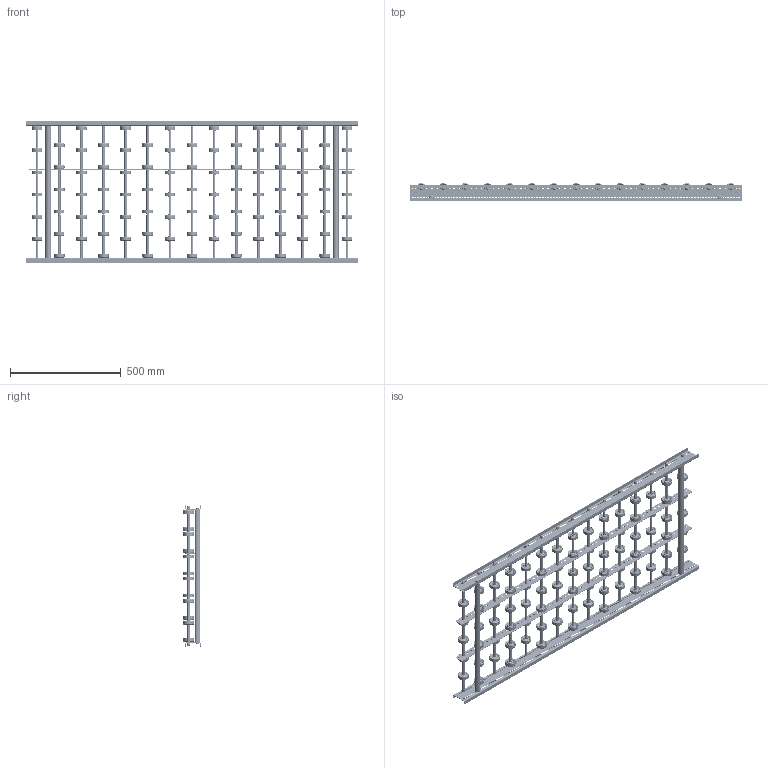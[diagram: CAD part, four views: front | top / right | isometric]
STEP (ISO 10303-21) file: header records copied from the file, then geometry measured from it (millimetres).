
FILE_DESCRIPTION (( 'STEP AP214' ), '1' );
FILE_NAME ('0052525.step', '2021-10-26T13:23:23', ( '' ), ( '' ), 'SwSTEP 2.0', 'SolidWorks 2020', '' );
FILE_SCHEMA (( 'AUTOMOTIVE_DESIGN' ));
Length unit declared in the file: millimetre
Products named in the file (10): Traversen_KFG_L600; S100994_Sperrzahnschraube_M08x16-8.8-A2K; Hutmutter_DIN_1587_M8; K0011528_2200-48-8; Profil_LRB-20x70x20x2_KFG_S100201_U-PROFIL-20-70-20-2-LRB-L=1500; S106837_Gewindestange-M8-KFG_L620; Röllchenachse-für-Konfiguration_EL600 Stahl; 0046278_KB-ROHR-12X1,75mm_KFG_L75; 0052525; S100100_Längstraverse-42x2,5_S100102_L„ngstraverse-RB-L1500
Assembly tree (68 placements, depth 3):
  0052525
    Profil_LRB-20x70x20x2_KFG_S100201_U-PROFIL-20-70-20-2-LRB-L=1500  x2
    S100994_Sperrzahnschraube_M08x16-8.8-A2K  x4
    Traversen_KFG_L600  x2
    Röllchenachse-für-Konfiguration_EL600 Stahl  x15
      S106837_Gewindestange-M8-KFG_L620
      0046278_KB-ROHR-12X1,75mm_KFG_L75
      K0011528_2200-48-8
    S100100_Längstraverse-42x2,5_S100102_L„ngstraverse-RB-L1500  x2
    Hutmutter_DIN_1587_M8  x30
Bounding box: 1500 x 79 x 640 mm (x, y, z)
Volume: 3717975.4 mm3; surface area: 2882242.4 mm2
Topology: 329 solids, 329 shells, 10188 faces, 21822 edges, 13328 vertices
Faces by surface type: cylinder 4102, torus 2356, plane 2022, cone 1678, bspline 30
Entity records: 30279 total; most frequent: DIRECTION 5377, CARTESIAN_POINT 5023, ORIENTED_EDGE 4496, AXIS2_PLACEMENT_3D 2320, EDGE_CURVE 2248, VERTEX_POINT 1470, EDGE_LOOP 1440, CIRCLE 1431
